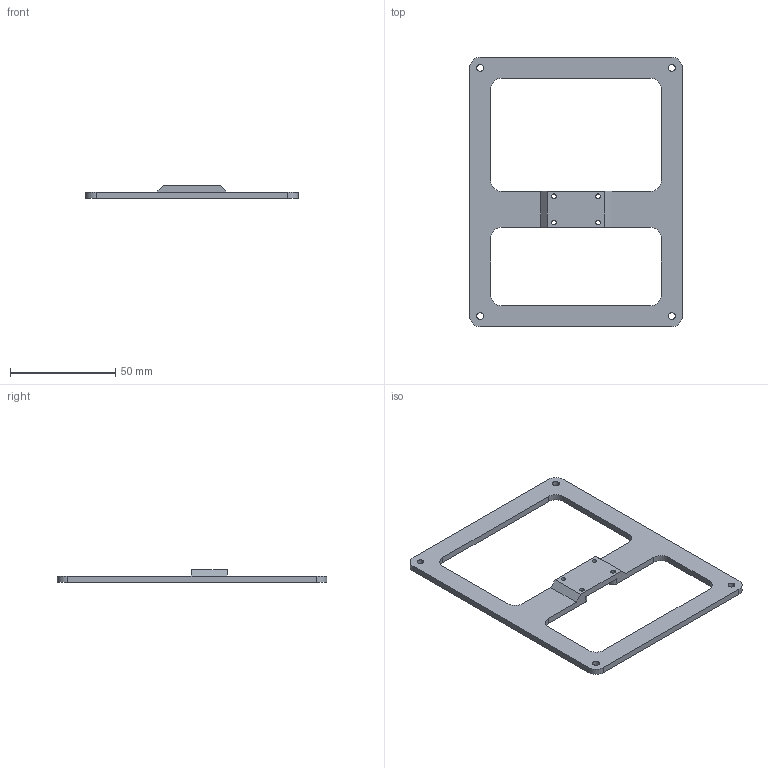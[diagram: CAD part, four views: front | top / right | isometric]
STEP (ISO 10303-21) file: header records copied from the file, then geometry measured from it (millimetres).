
FILE_DESCRIPTION (( 'STEP AP214' ), '1' );
FILE_NAME ('Camera Frame^All Sky Assembly.STEP', '2023-11-07T01:58:43', ( '' ), ( '' ), 'SwSTEP 2.0', 'SolidWorks 2023', '' );
FILE_SCHEMA (( 'AUTOMOTIVE_DESIGN' ));
Length unit declared in the file: millimetre
Products named in the file (1): Camera Frame^All Sky Assembly
Bounding box: 101 x 128 x 6 mm (x, y, z)
Volume: 17003.7 mm3; surface area: 14438.6 mm2
Topology: 1 solids, 1 shells, 62 faces, 186 edges, 124 vertices
Faces by surface type: cylinder 38, plane 24
Entity records: 2189 total; most frequent: DIRECTION 388, CARTESIAN_POINT 373, ORIENTED_EDGE 372, EDGE_CURVE 186, AXIS2_PLACEMENT_3D 139, VERTEX_POINT 124, VECTOR 110, LINE 110
